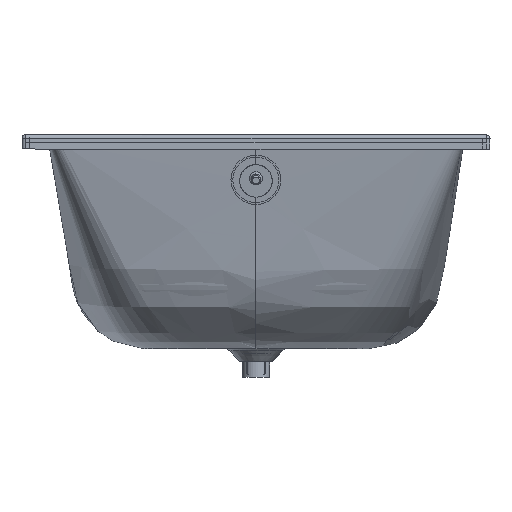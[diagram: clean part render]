
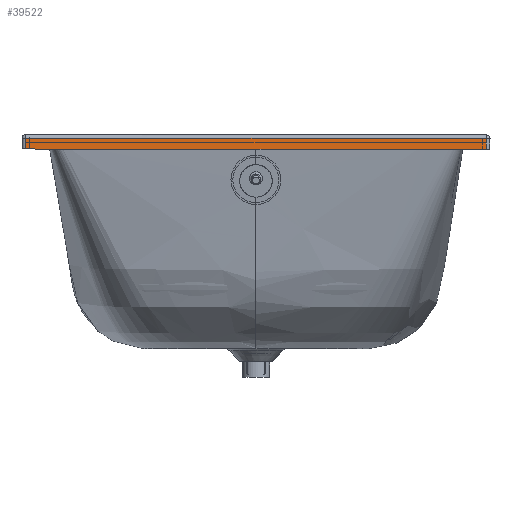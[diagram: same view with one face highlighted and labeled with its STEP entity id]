
A CAD part, left-side view. The second image highlights one B-rep face of the part: STEP entity #39522.
In plain terms, the highlighted planar face has unit normal (1, 0, 0).
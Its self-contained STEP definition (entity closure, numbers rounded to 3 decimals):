
#39483=CARTESIAN_POINT('',(-850.0,-20.0,0.0));
#39484=DIRECTION('',(1.0,0.0,0.0));
#39485=DIRECTION('',(0.0,0.0,-1.0));
#39486=AXIS2_PLACEMENT_3D('',#39483,#39484,#39485);
#39487=PLANE('',#39486);
#39488=CARTESIAN_POINT('',(-850.0,-20.0,369.0));
#39489=VERTEX_POINT('',#39488);
#39490=CARTESIAN_POINT('',(-850.0,-20.0,-369.0));
#39491=VERTEX_POINT('',#39490);
#39492=CARTESIAN_POINT('',(-850.0,-20.0,369.0));
#39493=DIRECTION('',(0.0,0.0,-1.0));
#39494=VECTOR('',#39493,738.0);
#39495=LINE('',#39492,#39494);
#39496=EDGE_CURVE('',#39489,#39491,#39495,.T.);
#39497=ORIENTED_EDGE('',*,*,#39496,.T.);
#39498=CARTESIAN_POINT('',(-850.0,-2.8,-369.0));
#39499=VERTEX_POINT('',#39498);
#39500=CARTESIAN_POINT('',(-850.0,-20.0,-369.0));
#39501=DIRECTION('',(0.0,1.0,0.0));
#39502=VECTOR('',#39501,17.2);
#39503=LINE('',#39500,#39502);
#39504=EDGE_CURVE('',#39491,#39499,#39503,.T.);
#39505=ORIENTED_EDGE('',*,*,#39504,.T.);
#39506=CARTESIAN_POINT('',(-850.0,-2.8,369.0));
#39507=VERTEX_POINT('',#39506);
#39508=CARTESIAN_POINT('',(-850.0,-2.8,-369.0));
#39509=DIRECTION('',(0.0,0.0,1.0));
#39510=VECTOR('',#39509,738.0);
#39511=LINE('',#39508,#39510);
#39512=EDGE_CURVE('',#39499,#39507,#39511,.T.);
#39513=ORIENTED_EDGE('',*,*,#39512,.T.);
#39514=CARTESIAN_POINT('',(-850.0,-2.8,369.0));
#39515=DIRECTION('',(0.0,-1.0,0.0));
#39516=VECTOR('',#39515,17.2);
#39517=LINE('',#39514,#39516);
#39518=EDGE_CURVE('',#39507,#39489,#39517,.T.);
#39519=ORIENTED_EDGE('',*,*,#39518,.T.);
#39520=EDGE_LOOP('',(#39497,#39505,#39513,#39519));
#39521=FACE_OUTER_BOUND('',#39520,.T.);
#39522=ADVANCED_FACE('',(#39521),#39487,.T.);
